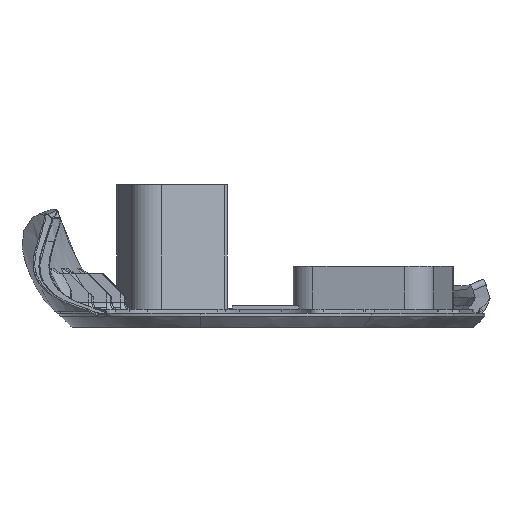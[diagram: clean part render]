
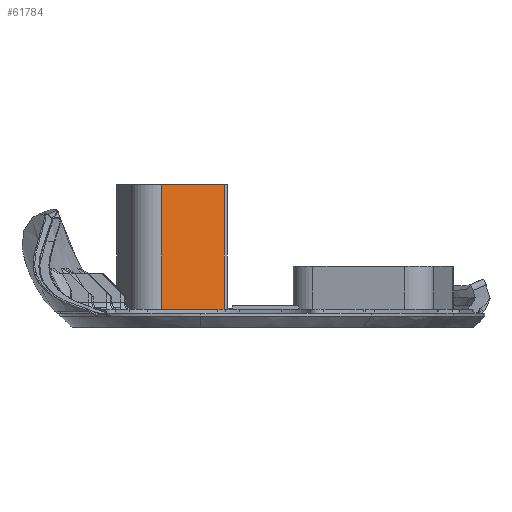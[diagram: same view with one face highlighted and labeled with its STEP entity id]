
A CAD part, left-side view. The second image highlights one B-rep face of the part: STEP entity #61784.
In plain terms, the highlighted planar face has unit normal (-0.942, -0.335, 0).
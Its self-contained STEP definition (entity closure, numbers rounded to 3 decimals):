
#1569 = VECTOR ( 'NONE', #12672, 1000. ) ;
#3209 = VECTOR ( 'NONE', #49525, 1000. ) ;
#3680 = EDGE_CURVE ( 'NONE', #6191, #74865, #36385, .T. ) ;
#4107 = ORIENTED_EDGE ( 'NONE', *, *, #70052, .F. ) ;
#6033 = LINE ( 'NONE', #11849, #1569 ) ;
#6191 = VERTEX_POINT ( 'NONE', #72663 ) ;
#6554 = DIRECTION ( 'NONE',  ( -0.942, -0.335, 0. ) ) ;
#7193 = EDGE_CURVE ( 'NONE', #60737, #61544, #15048, .T. ) ;
#10867 = AXIS2_PLACEMENT_3D ( 'NONE', #33142, #6554, #57232 ) ;
#11790 = CARTESIAN_POINT ( 'NONE',  ( -37.232, 17.131, 0.8 ) ) ;
#11849 = CARTESIAN_POINT ( 'NONE',  ( -37.232, 17.131, 27. ) ) ;
#12672 = DIRECTION ( 'NONE',  ( 0.335, -0.942, 0. ) ) ;
#13189 = FACE_OUTER_BOUND ( 'NONE', #63107, .T. ) ;
#15048 = LINE ( 'NONE', #39587, #16252 ) ;
#16252 = VECTOR ( 'NONE', #65734, 1000. ) ;
#24009 = CARTESIAN_POINT ( 'NONE',  ( -37.232, 17.131, 27. ) ) ;
#24155 = CARTESIAN_POINT ( 'NONE',  ( -29.73, -3.94, 0.8 ) ) ;
#33142 = CARTESIAN_POINT ( 'NONE',  ( -37.232, 17.131, 0.8 ) ) ;
#35143 = DIRECTION ( 'NONE',  ( 0., 0., -1. ) ) ;
#35201 = ORIENTED_EDGE ( 'NONE', *, *, #3680, .F. ) ;
#36385 = LINE ( 'NONE', #79556, #81133 ) ;
#38561 = PLANE ( 'NONE',  #10867 ) ;
#39587 = CARTESIAN_POINT ( 'NONE',  ( -37.232, 17.131, 0.8 ) ) ;
#49525 = DIRECTION ( 'NONE',  ( -0.335, 0.942, 0. ) ) ;
#54805 = EDGE_CURVE ( 'NONE', #61544, #6191, #6033, .T. ) ;
#57232 = DIRECTION ( 'NONE',  ( -0.335, 0.942, 0. ) ) ;
#57973 = ORIENTED_EDGE ( 'NONE', *, *, #7193, .F. ) ;
#60737 = VERTEX_POINT ( 'NONE', #11790 ) ;
#61544 = VERTEX_POINT ( 'NONE', #24009 ) ;
#61784 = ADVANCED_FACE ( 'NONE', ( #13189 ), #38561, .T. ) ;
#61970 = LINE ( 'NONE', #24155, #3209 ) ;
#63107 = EDGE_LOOP ( 'NONE', ( #35201, #76254, #57973, #4107 ) ) ;
#65734 = DIRECTION ( 'NONE',  ( 0., 0., 1. ) ) ;
#70052 = EDGE_CURVE ( 'NONE', #74865, #60737, #61970, .T. ) ;
#72663 = CARTESIAN_POINT ( 'NONE',  ( -32.536, 3.941, 27. ) ) ;
#74865 = VERTEX_POINT ( 'NONE', #81872 ) ;
#76254 = ORIENTED_EDGE ( 'NONE', *, *, #54805, .F. ) ;
#79556 = CARTESIAN_POINT ( 'NONE',  ( -32.536, 3.941, 13.9 ) ) ;
#81133 = VECTOR ( 'NONE', #35143, 1000. ) ;
#81872 = CARTESIAN_POINT ( 'NONE',  ( -32.536, 3.941, 0.8 ) ) ;
